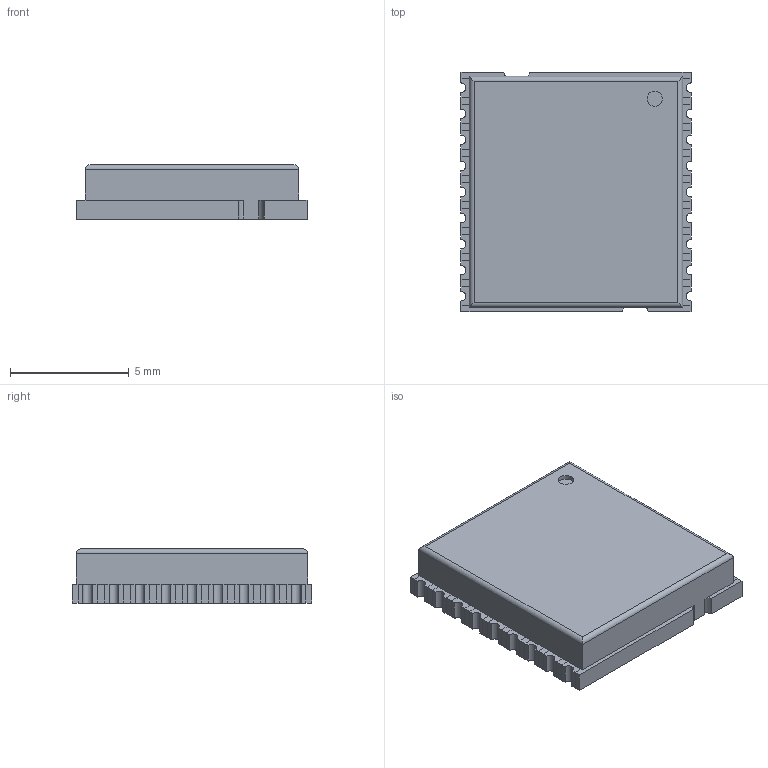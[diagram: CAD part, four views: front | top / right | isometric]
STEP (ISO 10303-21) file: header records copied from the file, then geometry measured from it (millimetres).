
FILE_DESCRIPTION(/* description */ ('Unknown'),/* implementation_level */ '2;1');
FILE_NAME(/* name */ 'TESEO-LIV3R',/* time_stamp */ '2024-01-30T16:37:50+02:00',/* author */ ('Unknown'),/* organization */ ('Unknown'),/* preprocessor_version */ 'ST-DEVELOPER v18.102',/* originating_system */ 'Solid Edge',/* authorisation */ 'Unknown');
FILE_SCHEMA (('AUTOMOTIVE_DESIGN {1 0 10303 214 3 1 1}'));
Length unit declared in the file: millimetre
Products named in the file (1): TESEO-LIV3R
Bounding box: 9.7 x 10.1 x 2.31 mm (x, y, z)
Volume: 208.3 mm3; surface area: 284.8 mm2
Topology: 1 solids, 1 shells, 212 faces, 547 edges, 338 vertices
Faces by surface type: plane 187, cylinder 25
Full cylindrical faces by diameter (mm): 0.645 x1
Entity records: 7767 total; most frequent: CARTESIAN_POINT 1097, ORIENTED_EDGE 1092, DIRECTION 1022, EDGE_CURVE 546, LINE 496, VECTOR 496, VERTEX_POINT 338, AXIS2_PLACEMENT_3D 263
